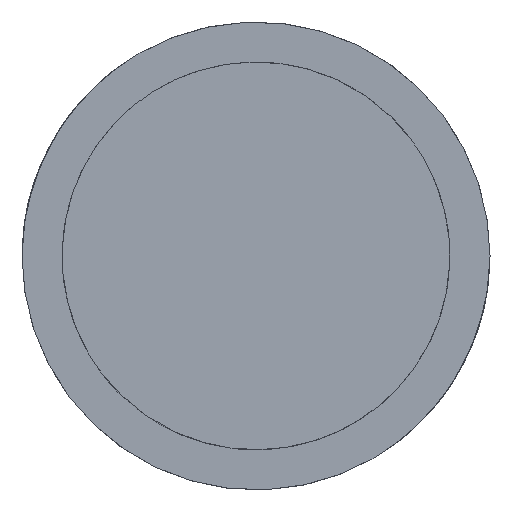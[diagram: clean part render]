
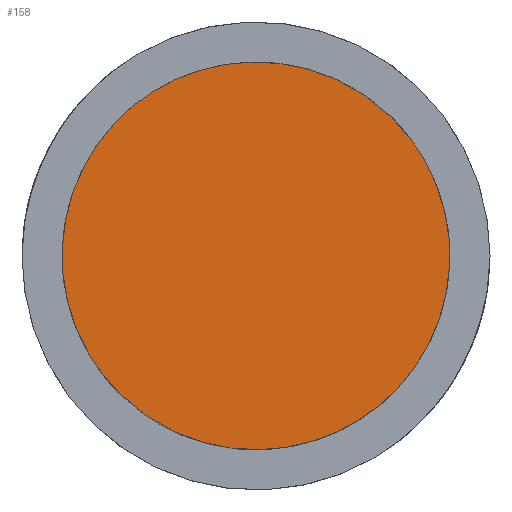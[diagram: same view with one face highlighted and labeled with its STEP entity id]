
A CAD part, top view. The second image highlights one B-rep face of the part: STEP entity #158.
In plain terms, the highlighted planar face has unit normal (0, 0, 1).
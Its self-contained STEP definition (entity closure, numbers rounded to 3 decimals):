
#48=PLANE('',#1233);
#158=ADVANCED_FACE('',(#229),#48,.T.);
#229=FACE_OUTER_BOUND('',#302,.T.);
#302=EDGE_LOOP('',(#487,#488));
#487=ORIENTED_EDGE('',*,*,#747,.T.);
#488=ORIENTED_EDGE('',*,*,#759,.T.);
#747=EDGE_CURVE('',#1094,#1102,#954,.T.);
#759=EDGE_CURVE('',#1102,#1094,#963,.T.);
#954=(
BOUNDED_CURVE()
B_SPLINE_CURVE(2,(#2467,#2468,#2469,#2470,#2471),.UNSPECIFIED.,.F.,.F.)
B_SPLINE_CURVE_WITH_KNOTS((3,2,3),(0.,107.358,214.715),
 .UNSPECIFIED.)
CURVE()
GEOMETRIC_REPRESENTATION_ITEM()
RATIONAL_B_SPLINE_CURVE((1.,0.707,1.,0.707,1.))
REPRESENTATION_ITEM('')
);
#963=(
BOUNDED_CURVE()
B_SPLINE_CURVE(2,(#2510,#2511,#2512,#2513,#2514),.UNSPECIFIED.,.F.,.F.)
B_SPLINE_CURVE_WITH_KNOTS((3,2,3),(214.715,322.073,429.431),
 .UNSPECIFIED.)
CURVE()
GEOMETRIC_REPRESENTATION_ITEM()
RATIONAL_B_SPLINE_CURVE((1.,0.707,1.,0.707,1.))
REPRESENTATION_ITEM('')
);
#1094=VERTEX_POINT('',#2421);
#1102=VERTEX_POINT('',#2429);
#1233=AXIS2_PLACEMENT_3D('',#2360,#1247,$);
#1247=DIRECTION('',(0.,0.,1.));
#2360=CARTESIAN_POINT('',(-85.433,-85.433,172.42));
#2421=CARTESIAN_POINT('',(54.716,40.955,172.42));
#2429=CARTESIAN_POINT('',(-54.716,-40.955,172.42));
#2467=CARTESIAN_POINT('',(54.716,40.955,172.42));
#2468=CARTESIAN_POINT('',(13.761,95.671,172.42));
#2469=CARTESIAN_POINT('',(-40.955,54.716,172.42));
#2470=CARTESIAN_POINT('',(-95.671,13.761,172.42));
#2471=CARTESIAN_POINT('',(-54.716,-40.955,172.42));
#2510=CARTESIAN_POINT('',(-54.716,-40.955,172.42));
#2511=CARTESIAN_POINT('',(-13.761,-95.671,172.42));
#2512=CARTESIAN_POINT('',(40.955,-54.716,172.42));
#2513=CARTESIAN_POINT('',(95.671,-13.761,172.42));
#2514=CARTESIAN_POINT('',(54.716,40.955,172.42));
